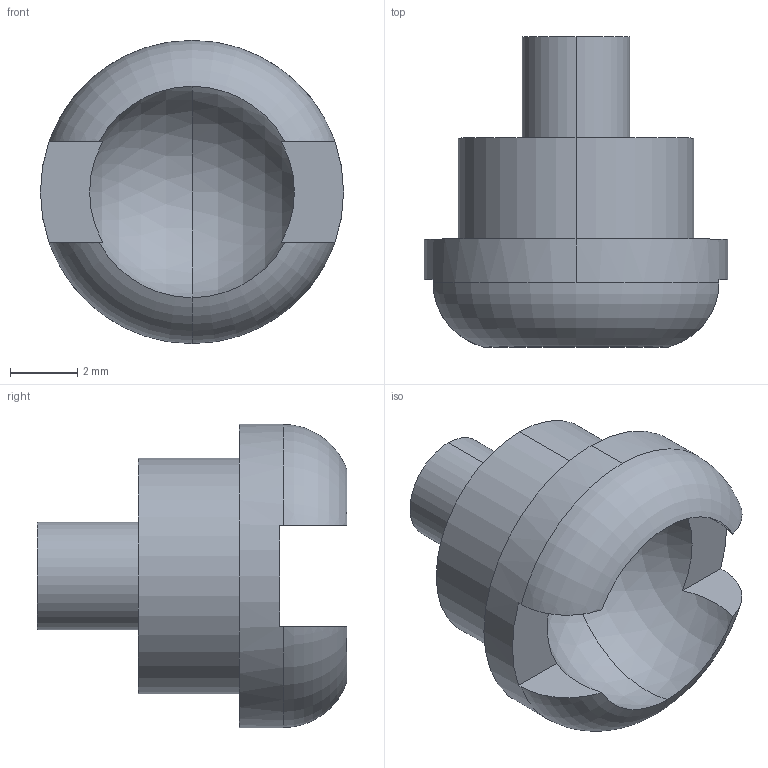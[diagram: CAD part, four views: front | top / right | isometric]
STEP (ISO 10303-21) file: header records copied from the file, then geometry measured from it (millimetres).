
FILE_DESCRIPTION (( 'STEP AP203' ), '1' );
FILE_NAME ('caster.STEP', '2023-01-15T09:24:53', ( '' ), ( '' ), 'SwSTEP 2.0', 'SolidWorks 2022', '' );
FILE_SCHEMA (( 'CONFIG_CONTROL_DESIGN' ));
Length unit declared in the file: millimetre
Products named in the file (1): caster
Bounding box: 9 x 9.2 x 9 mm (x, y, z)
Volume: 213.7 mm3; surface area: 332.1 mm2
Topology: 1 solids, 1 shells, 20 faces, 47 edges, 31 vertices
Faces by surface type: plane 9, cylinder 6, torus 3, sphere 2
Entity records: 701 total; most frequent: CARTESIAN_POINT 139, DIRECTION 114, ORIENTED_EDGE 94, AXIS2_PLACEMENT_3D 50, EDGE_CURVE 47, VERTEX_POINT 31, CIRCLE 29, EDGE_LOOP 22
